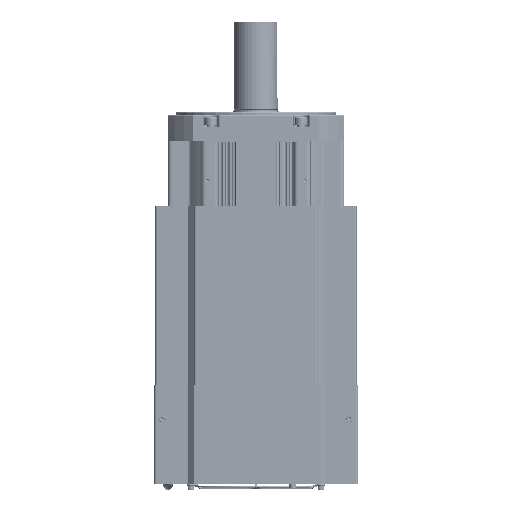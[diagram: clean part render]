
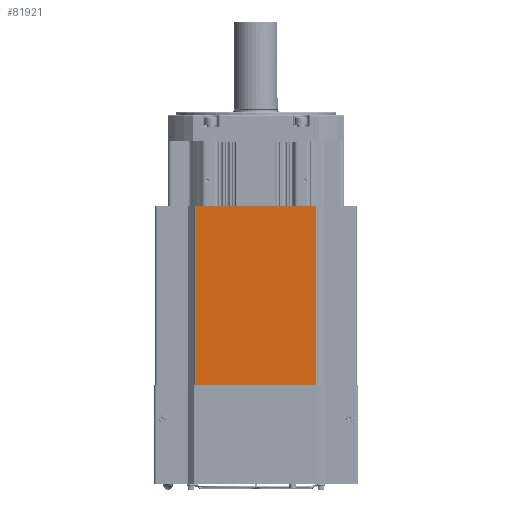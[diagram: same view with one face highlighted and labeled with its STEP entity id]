
A CAD part, front view. The second image highlights one B-rep face of the part: STEP entity #81921.
In plain terms, the highlighted planar face has unit normal (0, -1, 0).
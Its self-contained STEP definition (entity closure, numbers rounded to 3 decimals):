
#68338=CARTESIAN_POINT('',(74.8,-119.3,20.5));
#68339=VERTEX_POINT('',#68338);
#72102=CARTESIAN_POINT('',(-74.8,-119.3,20.5));
#72103=VERTEX_POINT('',#72102);
#72110=CARTESIAN_POINT('',(-74.8,-119.3,20.5));
#72111=DIRECTION('',(1.,0.,0.));
#72112=VECTOR('',#72111,149.6);
#72113=LINE('',#72110,#72112);
#72114=EDGE_CURVE('',#72103,#68339,#72113,.T.);
#72134=CARTESIAN_POINT('',(74.8,-119.3,-203.5));
#72135=VERTEX_POINT('',#72134);
#72136=CARTESIAN_POINT('',(74.8,-119.3,20.5));
#72137=DIRECTION('',(0.,0.,-1.));
#72138=VECTOR('',#72137,224.);
#72139=LINE('',#72136,#72138);
#72140=EDGE_CURVE('',#68339,#72135,#72139,.T.);
#81898=CARTESIAN_POINT('',(-75.8,-119.3,20.5));
#81899=DIRECTION('',(-1.,0.,0.));
#81900=DIRECTION('',(0.,-1.,0.));
#81901=AXIS2_PLACEMENT_3D('',#81898,#81900,#81899);
#81902=PLANE('',#81901);
#81903=ORIENTED_EDGE('',*,*,#72114,.F.);
#81904=CARTESIAN_POINT('',(-74.8,-119.3,-203.5));
#81905=VERTEX_POINT('',#81904);
#81906=CARTESIAN_POINT('',(-74.8,-119.3,20.5));
#81907=DIRECTION('',(0.,0.,-1.));
#81908=VECTOR('',#81907,224.);
#81909=LINE('',#81906,#81908);
#81910=EDGE_CURVE('',#72103,#81905,#81909,.T.);
#81911=ORIENTED_EDGE('',*,*,#81910,.T.);
#81912=CARTESIAN_POINT('',(74.8,-119.3,-203.5));
#81913=DIRECTION('',(-1.,0.,0.));
#81914=VECTOR('',#81913,149.6);
#81915=LINE('',#81912,#81914);
#81916=EDGE_CURVE('',#72135,#81905,#81915,.T.);
#81917=ORIENTED_EDGE('',*,*,#81916,.F.);
#81918=ORIENTED_EDGE('',*,*,#72140,.F.);
#81919=EDGE_LOOP('',(#81903,#81911,#81917,#81918));
#81920=FACE_OUTER_BOUND('',#81919,.T.);
#81921=ADVANCED_FACE('',(#81920),#81902,.T.);
